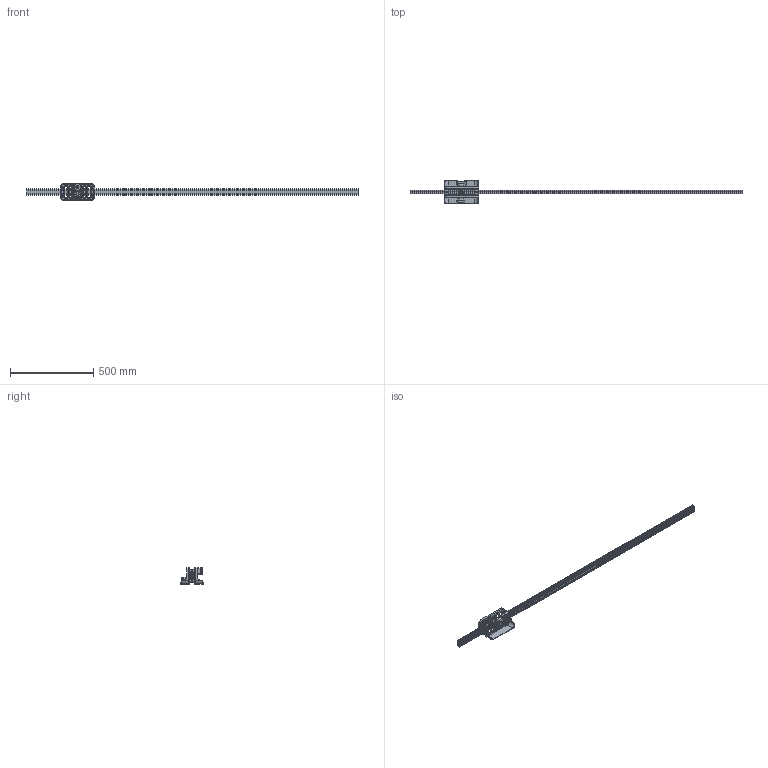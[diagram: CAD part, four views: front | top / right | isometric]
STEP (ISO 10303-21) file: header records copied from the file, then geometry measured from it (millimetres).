
FILE_DESCRIPTION(('HOOPS Exchange Step'),'2;1');
FILE_NAME('temp_export','2024-04-13T18:46:46+02:00',('ambadran717'),('Shapr3D Limited'),'HOOPS Exchange 2023.2','Shapr3D','Authorized');
FILE_SCHEMA( ('AUTOMOTIVE_DESIGN { 1 0 10303 214 1 1 1 1 }') );
Length unit declared in the file: millimetre
Products named in the file (13): Spacers (1); Spacers; Top shaft support; Top Coupling; Top Motor Frame; Bottom Motor Frame; Top Back V Wheel; Bottom Back V Wheel; Top Front V Wheel; Bottom Front V Wheel; V Wheel ball bearings; Profiles; root
Assembly tree (12 placements, depth 3):
  root
    Spacers (1)
    Spacers
    Top shaft support
    Top Coupling
    Top Motor Frame
    Bottom Motor Frame
    V Wheel ball bearings
      Top Back V Wheel
      Bottom Back V Wheel
      Top Front V Wheel
      Bottom Front V Wheel
    Profiles
Bounding box: 2000 x 136.07 x 102 mm (x, y, z)
Volume: 1080633.2 mm3; surface area: 798395.9 mm2
Topology: 33 solids, 33 shells, 1268 faces, 3130 edges, 2014 vertices
Faces by surface type: plane 504, cylinder 442, torus 248, cone 66, sphere 8
Full cylindrical faces by diameter (mm): 0.5 x12, 2.5 x8, 3.2 x12, 4.75 x2, 5 x16, 5.3 x12, 5.4 x8, 5.5 x8, 5.75 x8, 6.2 x2, 7.75 x4, 8.3 x22, 9.3 x8, 12.7 x20, 12.974 x6, 15.85 x4, 15.974 x12, 16 x10, 16.3 x2, 18 x4, 18.5 x4, 22 x2, 23.89 x6, 26 x2, 28 x2
Entity records: 39835 total; most frequent: CARTESIAN_POINT 7786, DIRECTION 7184, ORIENTED_EDGE 6228, EDGE_CURVE 3114, AXIS2_PLACEMENT_3D 2825, VERTEX_POINT 2014, CIRCLE 1544, VECTOR 1534
